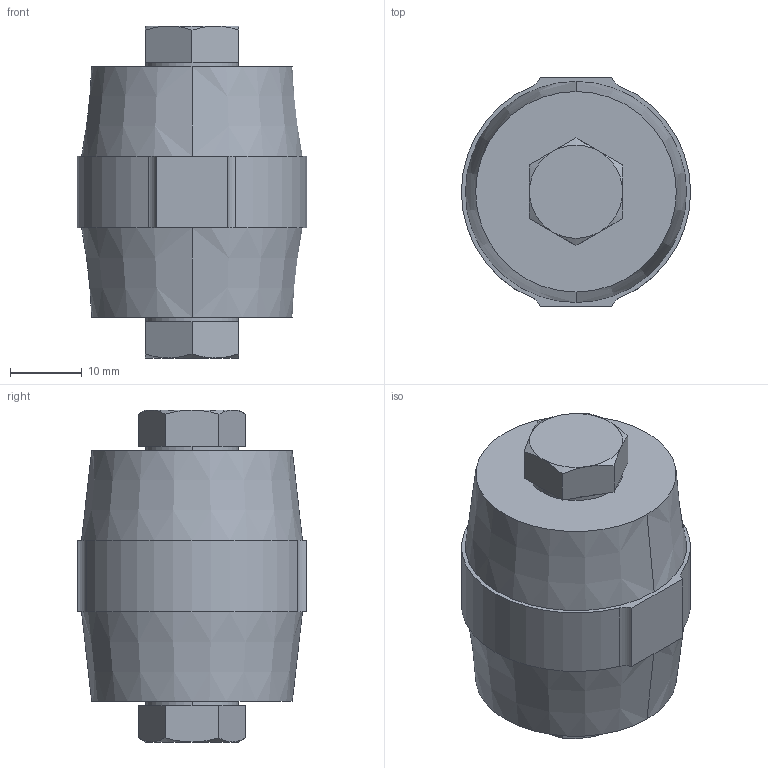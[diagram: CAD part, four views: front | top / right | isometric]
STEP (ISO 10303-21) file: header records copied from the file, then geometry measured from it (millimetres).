
FILE_DESCRIPTION (( 'STEP AP203' ), '1' );
FILE_NAME ('Èçîëÿòîðû øèííûå SM - 35 áî÷åíîê EKF PROxima.STEP', '2016-11-02T19:42:32', ( '' ), ( '' ), 'SwSTEP 2.0', 'SolidWorks 2014', '' );
FILE_SCHEMA (( 'CONFIG_CONTROL_DESIGN' ));
Length unit declared in the file: millimetre
Products named in the file (4): Ì8õ12; Èçîëÿòîðû øèííûå SM - 35 áî÷åíîê EKF PROxima; Èçîëÿòîðû øèííûå SM-35 áî÷åíîê EKF PROxima; hex screw gradec_din_ISO 4018 - M8 x 16-WN
Assembly tree (5 placements, depth 2):
  Èçîëÿòîðû øèííûå SM - 35 áî÷åíîê EKF PROxima
    Èçîëÿòîðû øèííûå SM-35 áî÷åíîê EKF PROxima
    Ì8õ12  x2
    hex screw gradec_din_ISO 4018 - M8 x 16-WN  x2
Bounding box: 32 x 32 x 46.35 mm (x, y, z)
Volume: 26992.5 mm3; surface area: 9397.4 mm2
Topology: 5 solids, 5 shells, 399 faces, 1085 edges, 706 vertices
Faces by surface type: plane 230, cone 94, cylinder 71, bspline 4
Entity records: 9032 total; most frequent: CARTESIAN_POINT 3234, ORIENTED_EDGE 1164, DIRECTION 1080, EDGE_CURVE 582, AXIS2_PLACEMENT_3D 381, VERTEX_POINT 378, LINE 318, VECTOR 318
